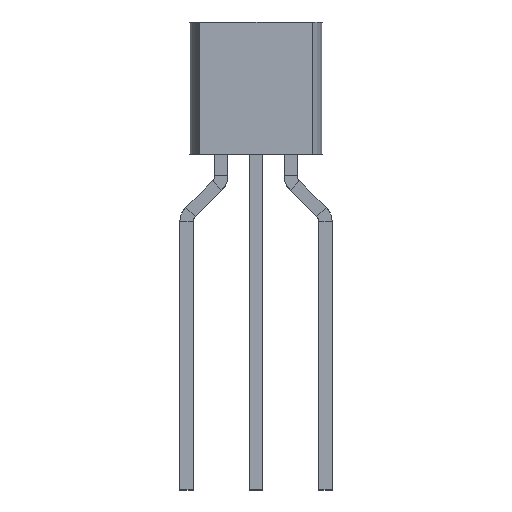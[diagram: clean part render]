
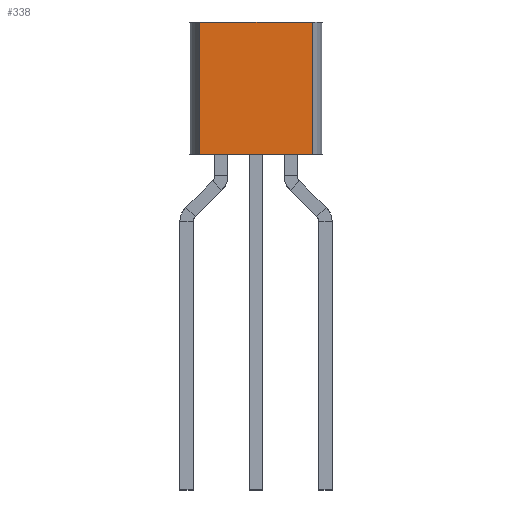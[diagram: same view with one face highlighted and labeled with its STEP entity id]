
A CAD part, top view. The second image highlights one B-rep face of the part: STEP entity #338.
In plain terms, the highlighted free-form (B-spline) face has degree [1, 1] with [2, 2] control points.
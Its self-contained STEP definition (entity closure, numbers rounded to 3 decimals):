
#338 = ADVANCED_FACE('',(#339),#353,.T.);
#339 = FACE_BOUND('',#340,.T.);
#340 = EDGE_LOOP('',(#341,#363,#378,#393));
#341 = ORIENTED_EDGE('',*,*,#342,.T.);
#342 = EDGE_CURVE('',#343,#345,#347,.T.);
#343 = VERTEX_POINT('',#344);
#344 = CARTESIAN_POINT('',(-2.054,0.,1.27));
#345 = VERTEX_POINT('',#346);
#346 = CARTESIAN_POINT('',(-2.054,4.825,1.27));
#347 = SURFACE_CURVE('',#348,(#352),.PCURVE_S1.);
#348 = LINE('',#349,#350);
#349 = CARTESIAN_POINT('',(-2.054,0.,1.27));
#350 = VECTOR('',#351,1.);
#351 = DIRECTION('',(0.,1.,0.));
#352 = PCURVE('',#353,#358);
#353 = B_SPLINE_SURFACE_WITH_KNOTS('',1,1,(
    (#354,#355)
    ,(#356,#357)),.UNSPECIFIED.,.F.,.F.,.F.,(2,2),(2,2),(0.,1.),(0.,1.),
  .PIECEWISE_BEZIER_KNOTS.);
#354 = CARTESIAN_POINT('',(2.054,0.,1.27));
#355 = CARTESIAN_POINT('',(2.054,4.825,1.27));
#356 = CARTESIAN_POINT('',(-2.054,0.,1.27));
#357 = CARTESIAN_POINT('',(-2.054,4.825,1.27));
#358 = DEFINITIONAL_REPRESENTATION('',(#359),#362);
#359 = B_SPLINE_CURVE_WITH_KNOTS('',1,(#360,#361),.UNSPECIFIED.,.F.,.F.,
  (2,2),(0.,4.825),.PIECEWISE_BEZIER_KNOTS.);
#360 = CARTESIAN_POINT('',(1.,0.));
#361 = CARTESIAN_POINT('',(1.,1.));
#362 = ( GEOMETRIC_REPRESENTATION_CONTEXT(2) 
PARAMETRIC_REPRESENTATION_CONTEXT() REPRESENTATION_CONTEXT('2D SPACE',''
  ) );
#363 = ORIENTED_EDGE('',*,*,#364,.T.);
#364 = EDGE_CURVE('',#345,#365,#367,.T.);
#365 = VERTEX_POINT('',#366);
#366 = CARTESIAN_POINT('',(2.054,4.825,1.27));
#367 = SURFACE_CURVE('',#368,(#372),.PCURVE_S1.);
#368 = LINE('',#369,#370);
#369 = CARTESIAN_POINT('',(-2.054,4.825,1.27));
#370 = VECTOR('',#371,1.);
#371 = DIRECTION('',(1.,0.,0.));
#372 = PCURVE('',#353,#373);
#373 = DEFINITIONAL_REPRESENTATION('',(#374),#377);
#374 = B_SPLINE_CURVE_WITH_KNOTS('',1,(#375,#376),.UNSPECIFIED.,.F.,.F.,
  (2,2),(0.,4.108),.PIECEWISE_BEZIER_KNOTS.);
#375 = CARTESIAN_POINT('',(1.,1.));
#376 = CARTESIAN_POINT('',(0.,1.));
#377 = ( GEOMETRIC_REPRESENTATION_CONTEXT(2) 
PARAMETRIC_REPRESENTATION_CONTEXT() REPRESENTATION_CONTEXT('2D SPACE',''
  ) );
#378 = ORIENTED_EDGE('',*,*,#379,.T.);
#379 = EDGE_CURVE('',#365,#380,#382,.T.);
#380 = VERTEX_POINT('',#381);
#381 = CARTESIAN_POINT('',(2.054,0.,1.27));
#382 = SURFACE_CURVE('',#383,(#387),.PCURVE_S1.);
#383 = LINE('',#384,#385);
#384 = CARTESIAN_POINT('',(2.054,4.825,1.27));
#385 = VECTOR('',#386,1.);
#386 = DIRECTION('',(0.,-1.,0.));
#387 = PCURVE('',#353,#388);
#388 = DEFINITIONAL_REPRESENTATION('',(#389),#392);
#389 = B_SPLINE_CURVE_WITH_KNOTS('',1,(#390,#391),.UNSPECIFIED.,.F.,.F.,
  (2,2),(0.,4.825),.PIECEWISE_BEZIER_KNOTS.);
#390 = CARTESIAN_POINT('',(0.,1.));
#391 = CARTESIAN_POINT('',(0.,0.));
#392 = ( GEOMETRIC_REPRESENTATION_CONTEXT(2) 
PARAMETRIC_REPRESENTATION_CONTEXT() REPRESENTATION_CONTEXT('2D SPACE',''
  ) );
#393 = ORIENTED_EDGE('',*,*,#394,.T.);
#394 = EDGE_CURVE('',#380,#343,#395,.T.);
#395 = SURFACE_CURVE('',#396,(#400),.PCURVE_S1.);
#396 = LINE('',#397,#398);
#397 = CARTESIAN_POINT('',(2.054,0.,1.27));
#398 = VECTOR('',#399,1.);
#399 = DIRECTION('',(-1.,0.,0.));
#400 = PCURVE('',#353,#401);
#401 = DEFINITIONAL_REPRESENTATION('',(#402),#405);
#402 = B_SPLINE_CURVE_WITH_KNOTS('',1,(#403,#404),.UNSPECIFIED.,.F.,.F.,
  (2,2),(0.,4.108),.PIECEWISE_BEZIER_KNOTS.);
#403 = CARTESIAN_POINT('',(0.,0.));
#404 = CARTESIAN_POINT('',(1.,0.));
#405 = ( GEOMETRIC_REPRESENTATION_CONTEXT(2) 
PARAMETRIC_REPRESENTATION_CONTEXT() REPRESENTATION_CONTEXT('2D SPACE',''
  ) );
